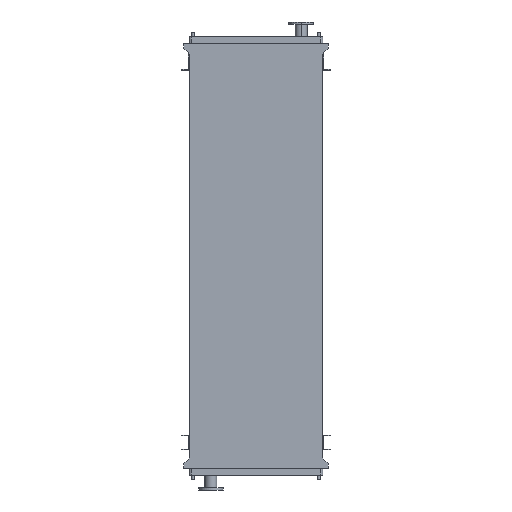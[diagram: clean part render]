
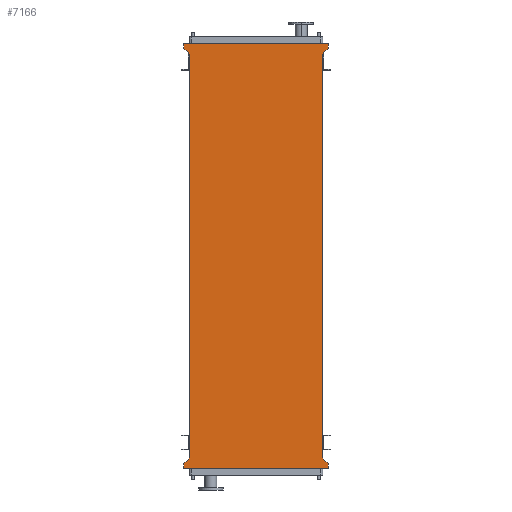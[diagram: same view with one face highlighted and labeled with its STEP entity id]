
A CAD part, front view. The second image highlights one B-rep face of the part: STEP entity #7166.
In plain terms, the highlighted planar face has unit normal (0, -1, 0).
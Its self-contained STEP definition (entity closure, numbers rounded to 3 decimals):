
#710 = DIRECTION ( 'NONE',  ( -0.655, 0., 0.755 ) ) ;
#962 = EDGE_CURVE ( 'NONE', #9121, #17041, #4107, .T. ) ;
#1108 = VERTEX_POINT ( 'NONE', #3731 ) ;
#1568 = EDGE_CURVE ( 'NONE', #10771, #13773, #6608, .T. ) ;
#1707 = CARTESIAN_POINT ( 'NONE',  ( -605., 0., -3650. ) ) ;
#2065 = VERTEX_POINT ( 'NONE', #8140 ) ;
#2179 = VECTOR ( 'NONE', #6013, 1000. ) ;
#2411 = LINE ( 'NONE', #5051, #11573 ) ;
#2497 = EDGE_CURVE ( 'NONE', #2065, #12623, #16723, .T. ) ;
#2769 = EDGE_CURVE ( 'NONE', #8562, #1108, #14213, .T. ) ;
#2926 = ORIENTED_EDGE ( 'NONE', *, *, #1568, .F. ) ;
#2988 = LINE ( 'NONE', #8598, #16223 ) ;
#3034 = PLANE ( 'NONE',  #4393 ) ;
#3090 = LINE ( 'NONE', #8445, #4149 ) ;
#3168 = ORIENTED_EDGE ( 'NONE', *, *, #2497, .F. ) ;
#3220 = DIRECTION ( 'NONE',  ( 0., 0., 1. ) ) ;
#3346 = CARTESIAN_POINT ( 'NONE',  ( -605., 0., 0. ) ) ;
#3731 = CARTESIAN_POINT ( 'NONE',  ( -651., 0., 95. ) ) ;
#3835 = ORIENTED_EDGE ( 'NONE', *, *, #14712, .F. ) ;
#4073 = EDGE_CURVE ( 'NONE', #15359, #13502, #2411, .T. ) ;
#4107 = LINE ( 'NONE', #5669, #13228 ) ;
#4149 = VECTOR ( 'NONE', #13740, 1000. ) ;
#4393 = AXIS2_PLACEMENT_3D ( 'NONE', #1707, #7063, #12425 ) ;
#4567 = LINE ( 'NONE', #9911, #9076 ) ;
#5051 = CARTESIAN_POINT ( 'NONE',  ( 651., 0., 95. ) ) ;
#5415 = EDGE_CURVE ( 'NONE', #14986, #10771, #4567, .T. ) ;
#5501 = DIRECTION ( 'NONE',  ( -1., 0., 0. ) ) ;
#5669 = CARTESIAN_POINT ( 'NONE',  ( -651., 0., -3745. ) ) ;
#5812 = VECTOR ( 'NONE', #15152, 1000. ) ;
#6013 = DIRECTION ( 'NONE',  ( 1., 0., 0. ) ) ;
#6105 = LINE ( 'NONE', #12686, #2179 ) ;
#6387 = ORIENTED_EDGE ( 'NONE', *, *, #16659, .T. ) ;
#6608 = LINE ( 'NONE', #17363, #13243 ) ;
#6867 = ORIENTED_EDGE ( 'NONE', *, *, #16012, .F. ) ;
#7063 = DIRECTION ( 'NONE',  ( 0., -1., 0. ) ) ;
#7110 = DIRECTION ( 'NONE',  ( 0., 0., 1. ) ) ;
#7166 = ADVANCED_FACE ( 'NONE', ( #15089 ), #3034, .T. ) ;
#7362 = ORIENTED_EDGE ( 'NONE', *, *, #9610, .F. ) ;
#7468 = EDGE_LOOP ( 'NONE', ( #6387, #11377, #16297, #6867, #15982, #13564, #2926, #14900, #7362, #10671, #3835, #3168 ) ) ;
#7481 = CARTESIAN_POINT ( 'NONE',  ( -605., 0., 0. ) ) ;
#7529 = LINE ( 'NONE', #13055, #8604 ) ;
#8140 = CARTESIAN_POINT ( 'NONE',  ( 605., 0., -3650. ) ) ;
#8445 = CARTESIAN_POINT ( 'NONE',  ( 651., 0., 53. ) ) ;
#8521 = CARTESIAN_POINT ( 'NONE',  ( 651., 0., -3703. ) ) ;
#8562 = VERTEX_POINT ( 'NONE', #15385 ) ;
#8598 = CARTESIAN_POINT ( 'NONE',  ( -651., 0., -3703. ) ) ;
#8604 = VECTOR ( 'NONE', #15453, 1000. ) ;
#9045 = CARTESIAN_POINT ( 'NONE',  ( 651., 0., 53. ) ) ;
#9076 = VECTOR ( 'NONE', #15285, 1000. ) ;
#9121 = VERTEX_POINT ( 'NONE', #12146 ) ;
#9596 = CARTESIAN_POINT ( 'NONE',  ( 605., 0., -3650. ) ) ;
#9610 = EDGE_CURVE ( 'NONE', #17041, #14986, #2988, .T. ) ;
#9771 = LINE ( 'NONE', #9596, #5812 ) ;
#9911 = CARTESIAN_POINT ( 'NONE',  ( -605., 0., -3650. ) ) ;
#10210 = LINE ( 'NONE', #7481, #16497 ) ;
#10333 = VERTEX_POINT ( 'NONE', #11793 ) ;
#10408 = DIRECTION ( 'NONE',  ( 0., 0., -1. ) ) ;
#10671 = ORIENTED_EDGE ( 'NONE', *, *, #962, .F. ) ;
#10771 = VERTEX_POINT ( 'NONE', #11887 ) ;
#11377 = ORIENTED_EDGE ( 'NONE', *, *, #16680, .F. ) ;
#11573 = VECTOR ( 'NONE', #10408, 1000. ) ;
#11793 = CARTESIAN_POINT ( 'NONE',  ( 605., 0., 0. ) ) ;
#11887 = CARTESIAN_POINT ( 'NONE',  ( -605., 0., -3650. ) ) ;
#12146 = CARTESIAN_POINT ( 'NONE',  ( 651., 0., -3745. ) ) ;
#12355 = CARTESIAN_POINT ( 'NONE',  ( 651., 0., 95. ) ) ;
#12425 = DIRECTION ( 'NONE',  ( 0., 0., -1. ) ) ;
#12623 = VERTEX_POINT ( 'NONE', #16702 ) ;
#12686 = CARTESIAN_POINT ( 'NONE',  ( -651., 0., 95. ) ) ;
#12708 = CARTESIAN_POINT ( 'NONE',  ( -651., 0., 53. ) ) ;
#13055 = CARTESIAN_POINT ( 'NONE',  ( 651., 0., -3745. ) ) ;
#13192 = CARTESIAN_POINT ( 'NONE',  ( -651., 0., -3745. ) ) ;
#13228 = VECTOR ( 'NONE', #5501, 1000. ) ;
#13243 = VECTOR ( 'NONE', #15397, 1000. ) ;
#13269 = VECTOR ( 'NONE', #16632, 1000. ) ;
#13502 = VERTEX_POINT ( 'NONE', #9045 ) ;
#13564 = ORIENTED_EDGE ( 'NONE', *, *, #16785, .F. ) ;
#13740 = DIRECTION ( 'NONE',  ( -0.655, 0., -0.755 ) ) ;
#13773 = VERTEX_POINT ( 'NONE', #3346 ) ;
#14213 = LINE ( 'NONE', #12708, #16934 ) ;
#14712 = EDGE_CURVE ( 'NONE', #12623, #9121, #7529, .T. ) ;
#14900 = ORIENTED_EDGE ( 'NONE', *, *, #5415, .F. ) ;
#14986 = VERTEX_POINT ( 'NONE', #16492 ) ;
#15089 = FACE_OUTER_BOUND ( 'NONE', #7468, .T. ) ;
#15152 = DIRECTION ( 'NONE',  ( 0., 0., 1. ) ) ;
#15285 = DIRECTION ( 'NONE',  ( 0.655, 0., 0.755 ) ) ;
#15359 = VERTEX_POINT ( 'NONE', #12355 ) ;
#15385 = CARTESIAN_POINT ( 'NONE',  ( -651., 0., 53. ) ) ;
#15397 = DIRECTION ( 'NONE',  ( 0., 0., 1. ) ) ;
#15453 = DIRECTION ( 'NONE',  ( 0., 0., -1. ) ) ;
#15982 = ORIENTED_EDGE ( 'NONE', *, *, #2769, .F. ) ;
#16012 = EDGE_CURVE ( 'NONE', #1108, #15359, #6105, .T. ) ;
#16223 = VECTOR ( 'NONE', #7110, 1000. ) ;
#16297 = ORIENTED_EDGE ( 'NONE', *, *, #4073, .F. ) ;
#16492 = CARTESIAN_POINT ( 'NONE',  ( -651., 0., -3703. ) ) ;
#16497 = VECTOR ( 'NONE', #710, 1000. ) ;
#16632 = DIRECTION ( 'NONE',  ( 0.655, 0., -0.755 ) ) ;
#16659 = EDGE_CURVE ( 'NONE', #2065, #10333, #9771, .T. ) ;
#16680 = EDGE_CURVE ( 'NONE', #13502, #10333, #3090, .T. ) ;
#16702 = CARTESIAN_POINT ( 'NONE',  ( 651., 0., -3703. ) ) ;
#16723 = LINE ( 'NONE', #8521, #13269 ) ;
#16785 = EDGE_CURVE ( 'NONE', #13773, #8562, #10210, .T. ) ;
#16934 = VECTOR ( 'NONE', #3220, 1000. ) ;
#17041 = VERTEX_POINT ( 'NONE', #13192 ) ;
#17363 = CARTESIAN_POINT ( 'NONE',  ( -605., 0., -3650. ) ) ;
